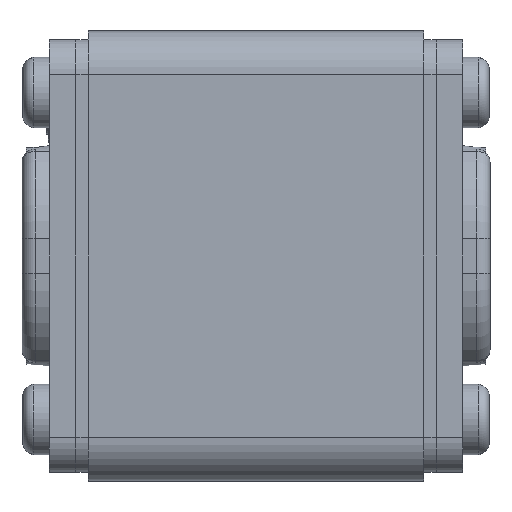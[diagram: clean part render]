
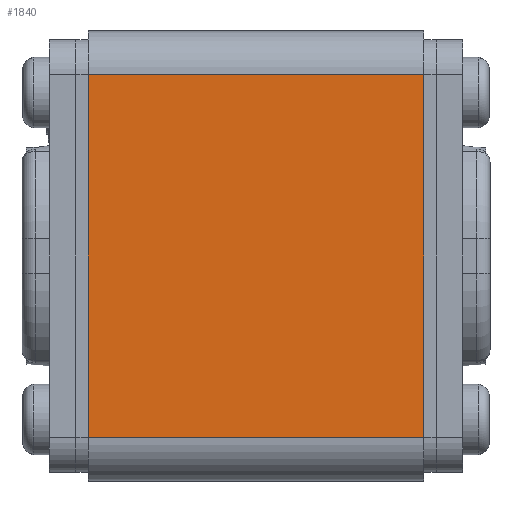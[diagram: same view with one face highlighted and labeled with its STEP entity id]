
A CAD part, left-side view. The second image highlights one B-rep face of the part: STEP entity #1840.
In plain terms, the highlighted face is planar.
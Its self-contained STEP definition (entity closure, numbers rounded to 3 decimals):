
#155=DIRECTION('',(0.,0.,1.));
#156=VECTOR('',#155,41.);
#157=CARTESIAN_POINT('',(-19.,25.5,-20.5));
#158=LINE('',#157,#156);
#580=DIRECTION('',(-1.,0.,0.));
#581=VECTOR('',#580,38.);
#582=CARTESIAN_POINT('',(19.,25.5,-20.5));
#583=LINE('',#582,#581);
#587=DIRECTION('',(-1.,0.,0.));
#588=VECTOR('',#587,38.);
#589=CARTESIAN_POINT('',(19.,25.5,20.5));
#590=LINE('',#589,#588);
#646=DIRECTION('',(0.,0.,1.));
#647=VECTOR('',#646,41.);
#648=CARTESIAN_POINT('',(19.,25.5,-20.5));
#649=LINE('',#648,#647);
#1372=CARTESIAN_POINT('',(-19.,25.5,-20.5));
#1374=VERTEX_POINT('',#1372);
#1378=CARTESIAN_POINT('',(19.,25.5,-20.5));
#1379=VERTEX_POINT('',#1378);
#1381=CARTESIAN_POINT('',(-19.,25.5,20.5));
#1383=VERTEX_POINT('',#1381);
#1384=CARTESIAN_POINT('',(19.,25.5,20.5));
#1385=VERTEX_POINT('',#1384);
#1827=CARTESIAN_POINT('',(-19.,25.5,-25.5));
#1828=DIRECTION('',(0.,1.,0.));
#1829=DIRECTION('',(0.,0.,1.));
#1830=AXIS2_PLACEMENT_3D('',#1827,#1828,#1829);
#1831=PLANE('',#1830);
#1833=ORIENTED_EDGE('',*,*,#1832,.F.);
#1835=ORIENTED_EDGE('',*,*,#1834,.T.);
#1836=ORIENTED_EDGE('',*,*,#1812,.T.);
#1837=ORIENTED_EDGE('',*,*,#1599,.F.);
#1838=EDGE_LOOP('',(#1833,#1835,#1836,#1837));
#1839=FACE_OUTER_BOUND('',#1838,.F.);
#1599=EDGE_CURVE('',#1374,#1383,#158,.T.);
#1812=EDGE_CURVE('',#1385,#1383,#590,.T.);
#1832=EDGE_CURVE('',#1379,#1374,#583,.T.);
#1834=EDGE_CURVE('',#1379,#1385,#649,.T.);
#1840=ADVANCED_FACE('',(#1839),#1831,.T.);
